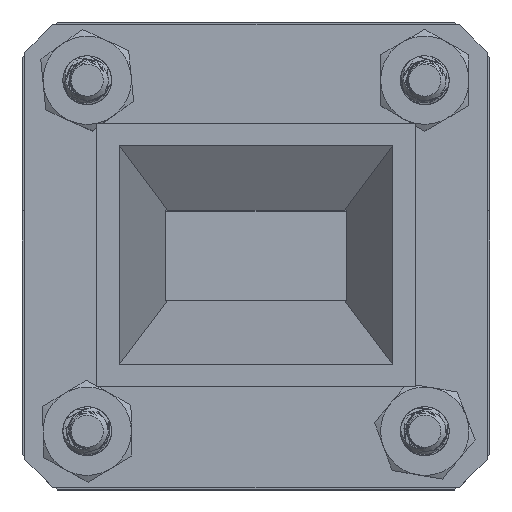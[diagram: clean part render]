
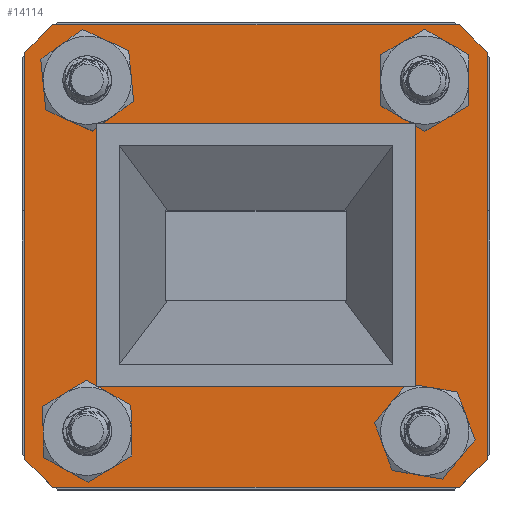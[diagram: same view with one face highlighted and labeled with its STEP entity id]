
A CAD part, top view. The second image highlights one B-rep face of the part: STEP entity #14114.
In plain terms, the highlighted planar face has unit normal (0, 0, 1).
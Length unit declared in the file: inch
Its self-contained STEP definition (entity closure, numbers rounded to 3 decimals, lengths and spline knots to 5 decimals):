
#187 = LINE ( 'NONE', #12178, #4271 ) ;
#388 = VECTOR ( 'NONE', #12306, 39.37008 ) ;
#396 = DIRECTION ( 'NONE',  ( 1., 0., 0. ) ) ;
#477 = FACE_BOUND ( 'NONE', #5167, .T. ) ;
#596 = DIRECTION ( 'NONE',  ( 0., 1., 0. ) ) ;
#874 = EDGE_CURVE ( 'NONE', #3803, #6963, #5370, .T. ) ;
#1257 = VECTOR ( 'NONE', #17390, 39.37008 ) ;
#1869 = CARTESIAN_POINT ( 'NONE',  ( 0.20624, 0.65492, 1.49331 ) ) ;
#1887 = AXIS2_PLACEMENT_3D ( 'NONE', #4314, #3046, #3142 ) ;
#1909 = DIRECTION ( 'NONE',  ( -0.707, 0.707, 0. ) ) ;
#2511 = CARTESIAN_POINT ( 'NONE',  ( -0.20624, -0.33366, 1.49331 ) ) ;
#2642 = CARTESIAN_POINT ( 'NONE',  ( -0.56988, -0.47795, 1.49331 ) ) ;
#2686 = ORIENTED_EDGE ( 'NONE', *, *, #10758, .F. ) ;
#2794 = LINE ( 'NONE', #14900, #4097 ) ;
#2821 = LINE ( 'NONE', #11798, #8522 ) ;
#2843 = ORIENTED_EDGE ( 'NONE', *, *, #10893, .T. ) ;
#2873 = CARTESIAN_POINT ( 'NONE',  ( 0.57618, -0.65492, 1.49331 ) ) ;
#2964 = EDGE_CURVE ( 'NONE', #16257, #6603, #187, .T. ) ;
#3046 = DIRECTION ( 'NONE',  ( 0., 0., -1. ) ) ;
#3080 = CARTESIAN_POINT ( 'NONE',  ( 0.20624, 0.33366, 1.49331 ) ) ;
#3142 = DIRECTION ( 'NONE',  ( -1., 0., 0. ) ) ;
#3229 = CIRCLE ( 'NONE', #6653, 0.07283 ) ;
#3388 = FACE_BOUND ( 'NONE', #18228, .T. ) ;
#3508 = DIRECTION ( 'NONE',  ( 0., 0., -1. ) ) ;
#3674 = VERTEX_POINT ( 'NONE', #12538 ) ;
#3751 = CARTESIAN_POINT ( 'NONE',  ( 0.57618, 0.65492, 1.49331 ) ) ;
#3780 = CARTESIAN_POINT ( 'NONE',  ( 0.65492, -0.57618, 1.49331 ) ) ;
#3797 = DIRECTION ( 'NONE',  ( 0.707, -0.707, 0. ) ) ;
#3803 = VERTEX_POINT ( 'NONE', #13123 ) ;
#4097 = VECTOR ( 'NONE', #5998, 39.37008 ) ;
#4271 = VECTOR ( 'NONE', #12083, 39.37008 ) ;
#4314 = CARTESIAN_POINT ( 'NONE',  ( 0.49705, 0.47795, 1.49331 ) ) ;
#4402 = CIRCLE ( 'NONE', #15320, 0.07283 ) ;
#4689 = CARTESIAN_POINT ( 'NONE',  ( 0.49705, -0.47795, 1.49331 ) ) ;
#4844 = VERTEX_POINT ( 'NONE', #15204 ) ;
#4910 = CARTESIAN_POINT ( 'NONE',  ( 0.65492, 0.57618, 1.49331 ) ) ;
#5103 = LINE ( 'NONE', #9290, #5640 ) ;
#5167 = EDGE_LOOP ( 'NONE', ( #12263, #7125, #12930, #12693 ) ) ;
#5270 = CARTESIAN_POINT ( 'NONE',  ( -0.56988, 0.47795, 1.49331 ) ) ;
#5370 = LINE ( 'NONE', #18666, #13804 ) ;
#5374 = VERTEX_POINT ( 'NONE', #5270 ) ;
#5402 = EDGE_CURVE ( 'NONE', #6963, #14319, #10934, .T. ) ;
#5464 = LINE ( 'NONE', #9490, #1257 ) ;
#5628 = CARTESIAN_POINT ( 'NONE',  ( -0.20624, -0.65492, 1.49331 ) ) ;
#5640 = VECTOR ( 'NONE', #12528, 39.37008 ) ;
#5679 = ORIENTED_EDGE ( 'NONE', *, *, #7662, .T. ) ;
#5688 = EDGE_CURVE ( 'NONE', #16257, #17659, #9654, .T. ) ;
#5998 = DIRECTION ( 'NONE',  ( 0., -1., 0. ) ) ;
#6085 = CARTESIAN_POINT ( 'NONE',  ( -0.49705, -0.47795, 1.49331 ) ) ;
#6198 = AXIS2_PLACEMENT_3D ( 'NONE', #5628, #17559, #8547 ) ;
#6411 = PLANE ( 'NONE',  #6198 ) ;
#6602 = VECTOR ( 'NONE', #396, 39.37008 ) ;
#6603 = VERTEX_POINT ( 'NONE', #15822 ) ;
#6634 = CARTESIAN_POINT ( 'NONE',  ( -0.57618, -0.65492, 1.49331 ) ) ;
#6653 = AXIS2_PLACEMENT_3D ( 'NONE', #6085, #16183, #12057 ) ;
#6727 = ORIENTED_EDGE ( 'NONE', *, *, #2964, .F. ) ;
#6963 = VERTEX_POINT ( 'NONE', #11602 ) ;
#7125 = ORIENTED_EDGE ( 'NONE', *, *, #14262, .T. ) ;
#7429 = DIRECTION ( 'NONE',  ( -1., 0., 0. ) ) ;
#7662 = EDGE_CURVE ( 'NONE', #10155, #10155, #3229, .T. ) ;
#7766 = CARTESIAN_POINT ( 'NONE',  ( 0.42421, 0.47795, 1.49331 ) ) ;
#7821 = AXIS2_PLACEMENT_3D ( 'NONE', #4689, #17900, #7429 ) ;
#7853 = VECTOR ( 'NONE', #3797, 39.37008 ) ;
#7902 = LINE ( 'NONE', #1869, #388 ) ;
#8273 = ORIENTED_EDGE ( 'NONE', *, *, #10425, .F. ) ;
#8450 = DIRECTION ( 'NONE',  ( -1., 0., 0. ) ) ;
#8522 = VECTOR ( 'NONE', #16495, 39.37008 ) ;
#8547 = DIRECTION ( 'NONE',  ( -1., 0., 0. ) ) ;
#8796 = VERTEX_POINT ( 'NONE', #3780 ) ;
#8866 = LINE ( 'NONE', #10339, #17904 ) ;
#9165 = CARTESIAN_POINT ( 'NONE',  ( 0.20624, 0.33366, 1.49331 ) ) ;
#9290 = CARTESIAN_POINT ( 'NONE',  ( -0.20624, -0.65492, 1.49331 ) ) ;
#9334 = FACE_BOUND ( 'NONE', #12786, .T. ) ;
#9490 = CARTESIAN_POINT ( 'NONE',  ( 0.20624, -0.65492, 1.49331 ) ) ;
#9536 = ORIENTED_EDGE ( 'NONE', *, *, #17720, .F. ) ;
#9654 = LINE ( 'NONE', #15617, #7853 ) ;
#10155 = VERTEX_POINT ( 'NONE', #2642 ) ;
#10255 = VERTEX_POINT ( 'NONE', #7766 ) ;
#10339 = CARTESIAN_POINT ( 'NONE',  ( -0.57618, 0.65492, 1.49331 ) ) ;
#10425 = EDGE_CURVE ( 'NONE', #17730, #12500, #7902, .T. ) ;
#10758 = EDGE_CURVE ( 'NONE', #12690, #8796, #2794, .T. ) ;
#10893 = EDGE_CURVE ( 'NONE', #12690, #12500, #13713, .T. ) ;
#10934 = LINE ( 'NONE', #9165, #6602 ) ;
#11128 = CARTESIAN_POINT ( 'NONE',  ( -0.49705, 0.47795, 1.49331 ) ) ;
#11242 = CIRCLE ( 'NONE', #7821, 0.07283 ) ;
#11397 = LINE ( 'NONE', #2511, #18073 ) ;
#11427 = EDGE_CURVE ( 'NONE', #5374, #5374, #4402, .T. ) ;
#11602 = CARTESIAN_POINT ( 'NONE',  ( -0.20624, 0.33366, 1.49331 ) ) ;
#11669 = EDGE_CURVE ( 'NONE', #17142, #8796, #2821, .T. ) ;
#11798 = CARTESIAN_POINT ( 'NONE',  ( 0.65492, -0.57618, 1.49331 ) ) ;
#11830 = EDGE_CURVE ( 'NONE', #17730, #6603, #8866, .T. ) ;
#11841 = CARTESIAN_POINT ( 'NONE',  ( 0.65492, 0.57618, 1.49331 ) ) ;
#11875 = EDGE_LOOP ( 'NONE', ( #17380 ) ) ;
#11895 = DIRECTION ( 'NONE',  ( -0.707, -0.707, 0. ) ) ;
#12057 = DIRECTION ( 'NONE',  ( -1., 0., 0. ) ) ;
#12083 = DIRECTION ( 'NONE',  ( 0., 1., 0. ) ) ;
#12178 = CARTESIAN_POINT ( 'NONE',  ( -0.65492, 0.33366, 1.49331 ) ) ;
#12263 = ORIENTED_EDGE ( 'NONE', *, *, #14952, .T. ) ;
#12306 = DIRECTION ( 'NONE',  ( 1., 0., 0. ) ) ;
#12341 = ORIENTED_EDGE ( 'NONE', *, *, #11830, .T. ) ;
#12382 = FACE_BOUND ( 'NONE', #11875, .T. ) ;
#12500 = VERTEX_POINT ( 'NONE', #3751 ) ;
#12528 = DIRECTION ( 'NONE',  ( -1., 0., 0. ) ) ;
#12538 = CARTESIAN_POINT ( 'NONE',  ( 0.20624, -0.33366, 1.49331 ) ) ;
#12690 = VERTEX_POINT ( 'NONE', #11841 ) ;
#12693 = ORIENTED_EDGE ( 'NONE', *, *, #5402, .T. ) ;
#12786 = EDGE_LOOP ( 'NONE', ( #5679 ) ) ;
#12819 = EDGE_LOOP ( 'NONE', ( #15212 ) ) ;
#12930 = ORIENTED_EDGE ( 'NONE', *, *, #874, .T. ) ;
#13123 = CARTESIAN_POINT ( 'NONE',  ( -0.20624, -0.33366, 1.49331 ) ) ;
#13266 = ORIENTED_EDGE ( 'NONE', *, *, #17342, .T. ) ;
#13512 = ORIENTED_EDGE ( 'NONE', *, *, #11669, .T. ) ;
#13713 = LINE ( 'NONE', #4910, #15640 ) ;
#13804 = VECTOR ( 'NONE', #596, 39.37008 ) ;
#14114 = ADVANCED_FACE ( 'NONE', ( #3388, #14134, #9334, #12382, #477, #15307 ), #6411, .F. ) ;
#14134 = FACE_BOUND ( 'NONE', #12819, .T. ) ;
#14262 = EDGE_CURVE ( 'NONE', #3674, #3803, #11397, .T. ) ;
#14319 = VERTEX_POINT ( 'NONE', #3080 ) ;
#14900 = CARTESIAN_POINT ( 'NONE',  ( 0.65492, -0.65492, 1.49331 ) ) ;
#14952 = EDGE_CURVE ( 'NONE', #14319, #3674, #5464, .T. ) ;
#15204 = CARTESIAN_POINT ( 'NONE',  ( 0.42421, -0.47795, 1.49331 ) ) ;
#15212 = ORIENTED_EDGE ( 'NONE', *, *, #11427, .T. ) ;
#15307 = FACE_OUTER_BOUND ( 'NONE', #16969, .T. ) ;
#15320 = AXIS2_PLACEMENT_3D ( 'NONE', #11128, #3508, #15520 ) ;
#15520 = DIRECTION ( 'NONE',  ( -1., 0., 0. ) ) ;
#15617 = CARTESIAN_POINT ( 'NONE',  ( -0.65492, -0.57618, 1.49331 ) ) ;
#15640 = VECTOR ( 'NONE', #1909, 39.37008 ) ;
#15822 = CARTESIAN_POINT ( 'NONE',  ( -0.65492, 0.57618, 1.49331 ) ) ;
#16183 = DIRECTION ( 'NONE',  ( 0., 0., -1. ) ) ;
#16238 = CIRCLE ( 'NONE', #1887, 0.07283 ) ;
#16257 = VERTEX_POINT ( 'NONE', #18808 ) ;
#16267 = ORIENTED_EDGE ( 'NONE', *, *, #5688, .T. ) ;
#16495 = DIRECTION ( 'NONE',  ( 0.707, 0.707, 0. ) ) ;
#16969 = EDGE_LOOP ( 'NONE', ( #8273, #12341, #6727, #16267, #9536, #13512, #2686, #2843 ) ) ;
#17142 = VERTEX_POINT ( 'NONE', #2873 ) ;
#17342 = EDGE_CURVE ( 'NONE', #4844, #4844, #11242, .T. ) ;
#17380 = ORIENTED_EDGE ( 'NONE', *, *, #19035, .T. ) ;
#17390 = DIRECTION ( 'NONE',  ( 0., -1., 0. ) ) ;
#17559 = DIRECTION ( 'NONE',  ( 0., 0., -1. ) ) ;
#17659 = VERTEX_POINT ( 'NONE', #6634 ) ;
#17720 = EDGE_CURVE ( 'NONE', #17142, #17659, #5103, .T. ) ;
#17730 = VERTEX_POINT ( 'NONE', #18861 ) ;
#17900 = DIRECTION ( 'NONE',  ( 0., 0., -1. ) ) ;
#17904 = VECTOR ( 'NONE', #11895, 39.37008 ) ;
#18073 = VECTOR ( 'NONE', #8450, 39.37008 ) ;
#18228 = EDGE_LOOP ( 'NONE', ( #13266 ) ) ;
#18666 = CARTESIAN_POINT ( 'NONE',  ( -0.20624, 0.33366, 1.49331 ) ) ;
#18808 = CARTESIAN_POINT ( 'NONE',  ( -0.65492, -0.57618, 1.49331 ) ) ;
#18861 = CARTESIAN_POINT ( 'NONE',  ( -0.57618, 0.65492, 1.49331 ) ) ;
#19035 = EDGE_CURVE ( 'NONE', #10255, #10255, #16238, .T. ) ;
